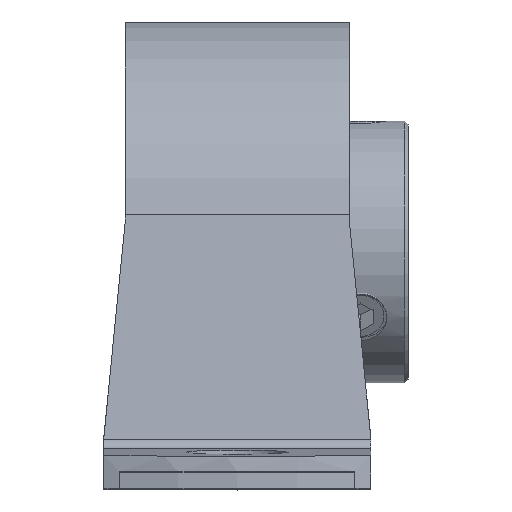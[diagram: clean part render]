
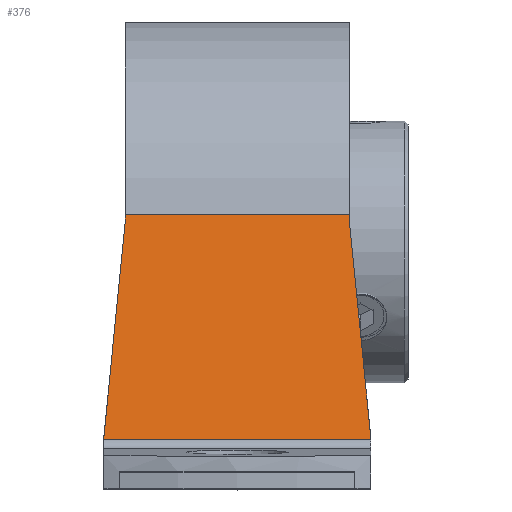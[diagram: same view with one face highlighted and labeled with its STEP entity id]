
A CAD part, top view. The second image highlights one B-rep face of the part: STEP entity #376.
In plain terms, the highlighted planar face has unit normal (0, 0.16, 0.987).
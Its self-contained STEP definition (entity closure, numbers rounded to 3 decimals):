
#376 = ADVANCED_FACE( '', ( #783 ), #784, .F. );
#783 = FACE_OUTER_BOUND( '', #1316, .T. );
#784 = PLANE( '', #1317 );
#1316 = EDGE_LOOP( '', ( #2162, #2163, #2164, #2165, #2166, #2167, #2168, #2169 ) );
#1317 = AXIS2_PLACEMENT_3D( '', #2170, #2171, #2172 );
#2162 = ORIENTED_EDGE( '', *, *, #3168, .T. );
#2163 = ORIENTED_EDGE( '', *, *, #3169, .T. );
#2164 = ORIENTED_EDGE( '', *, *, #3170, .T. );
#2165 = ORIENTED_EDGE( '', *, *, #3171, .F. );
#2166 = ORIENTED_EDGE( '', *, *, #3172, .F. );
#2167 = ORIENTED_EDGE( '', *, *, #3173, .T. );
#2168 = ORIENTED_EDGE( '', *, *, #2889, .T. );
#2169 = ORIENTED_EDGE( '', *, *, #3174, .T. );
#2170 = CARTESIAN_POINT( '', ( 25., 25.662, 21.321 ) );
#2171 = DIRECTION( '', ( 0., -0.16, -0.987 ) );
#2172 = DIRECTION( '', ( 0., 0.987, -0.16 ) );
#2889 = EDGE_CURVE( '', #3395, #3392, #3396, .T. );
#3168 = EDGE_CURVE( '', #3848, #3849, #3850, .T. );
#3169 = EDGE_CURVE( '', #3849, #3851, #3852, .T. );
#3170 = EDGE_CURVE( '', #3851, #3853, #3854, .T. );
#3171 = EDGE_CURVE( '', #3855, #3853, #3856, .T. );
#3172 = EDGE_CURVE( '', #3857, #3855, #3858, .T. );
#3173 = EDGE_CURVE( '', #3857, #3395, #3859, .T. );
#3174 = EDGE_CURVE( '', #3392, #3848, #3860, .T. );
#3392 = VERTEX_POINT( '', #4134 );
#3395 = VERTEX_POINT( '', #4137 );
#3396 = LINE( '', #4138, #4139 );
#3848 = VERTEX_POINT( '', #5023 );
#3849 = VERTEX_POINT( '', #5024 );
#3850 = LINE( '', #5025, #5026 );
#3851 = VERTEX_POINT( '', #5027 );
#3852 = LINE( '', #5028, #5029 );
#3853 = VERTEX_POINT( '', #5030 );
#3854 = LINE( '', #5031, #5032 );
#3855 = VERTEX_POINT( '', #5033 );
#3856 = LINE( '', #5034, #5035 );
#3857 = VERTEX_POINT( '', #5036 );
#3858 = LINE( '', #5037, #5038 );
#3859 = LINE( '', #5039, #5040 );
#3860 = LINE( '', #5041, #5042 );
#4134 = CARTESIAN_POINT( '', ( 23., 25.662, 21.321 ) );
#4137 = CARTESIAN_POINT( '', ( 23., 24.941, 21.438 ) );
#4138 = CARTESIAN_POINT( '', ( 23., 25.662, 21.321 ) );
#4139 = VECTOR( '', #5484, 1000. );
#5023 = CARTESIAN_POINT( '', ( 2., 25.662, 21.321 ) );
#5024 = CARTESIAN_POINT( '', ( 2., 24.941, 21.438 ) );
#5025 = CARTESIAN_POINT( '', ( 2., 25.662, 21.321 ) );
#5026 = VECTOR( '', #5837, 1000. );
#5027 = CARTESIAN_POINT( '', ( 0., 4.733, 24.719 ) );
#5028 = CARTESIAN_POINT( '', ( 2.288, 27.852, 20.965 ) );
#5029 = VECTOR( '', #5838, 1000. );
#5030 = CARTESIAN_POINT( '', ( 0., 4.595, 24.741 ) );
#5031 = CARTESIAN_POINT( '', ( 0., 25.662, 21.321 ) );
#5032 = VECTOR( '', #5839, 1000. );
#5033 = CARTESIAN_POINT( '', ( 25., 4.595, 24.741 ) );
#5034 = CARTESIAN_POINT( '', ( 25., 4.595, 24.741 ) );
#5035 = VECTOR( '', #5840, 1000. );
#5036 = CARTESIAN_POINT( '', ( 25., 4.733, 24.719 ) );
#5037 = CARTESIAN_POINT( '', ( 25., 25.662, 21.321 ) );
#5038 = VECTOR( '', #5841, 1000. );
#5039 = CARTESIAN_POINT( '', ( 22.948, 25.464, 21.353 ) );
#5040 = VECTOR( '', #5842, 1000. );
#5041 = CARTESIAN_POINT( '', ( 25., 25.662, 21.321 ) );
#5042 = VECTOR( '', #5843, 1000. );
#5484 = DIRECTION( '', ( 0., 0.987, -0.16 ) );
#5837 = DIRECTION( '', ( 0., -0.987, 0.16 ) );
#5838 = DIRECTION( '', ( -0.097, -0.982, 0.159 ) );
#5839 = DIRECTION( '', ( 0., -0.987, 0.16 ) );
#5840 = DIRECTION( '', ( -1., 0., 0. ) );
#5841 = DIRECTION( '', ( 0., -0.987, 0.16 ) );
#5842 = DIRECTION( '', ( -0.097, 0.982, -0.159 ) );
#5843 = DIRECTION( '', ( -1., 0., 0. ) );
